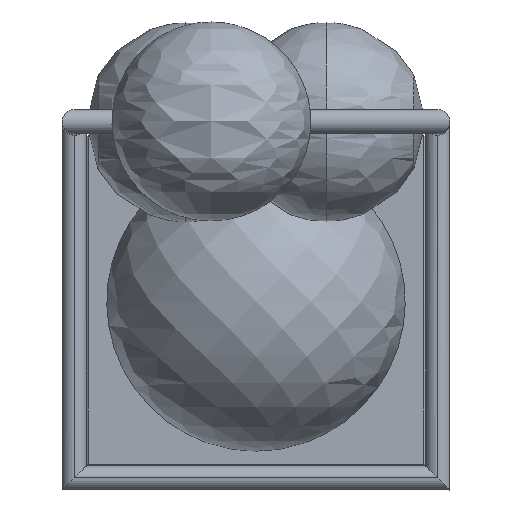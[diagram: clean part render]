
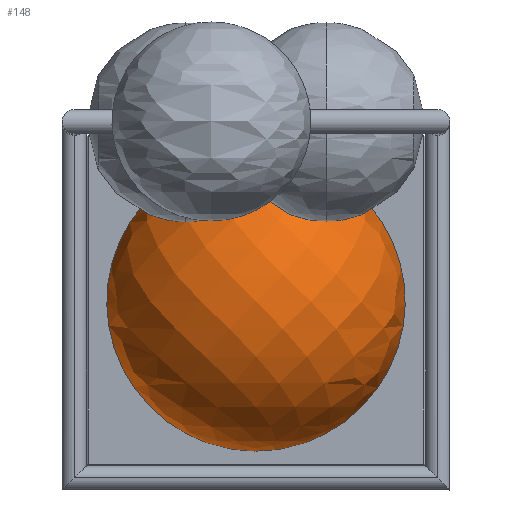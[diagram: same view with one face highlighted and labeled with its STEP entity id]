
A CAD part, top view. The second image highlights one B-rep face of the part: STEP entity #148.
In plain terms, the highlighted free-form (B-spline) face has degree [2, 2] with [5, 5] control points.
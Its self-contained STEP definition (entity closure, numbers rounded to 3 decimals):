
#82=(
BOUNDED_CURVE()
B_SPLINE_CURVE(2,(#1820,#1821,#1822,#1823,#1824),.UNSPECIFIED.,.F.,.F.)
B_SPLINE_CURVE_WITH_KNOTS((3,2,3),(-117.81,0.,117.81),
 .UNSPECIFIED.)
CURVE()
GEOMETRIC_REPRESENTATION_ITEM()
RATIONAL_B_SPLINE_CURVE((1.,0.707,1.,0.707,1.))
REPRESENTATION_ITEM('')
);
#83=(
BOUNDED_CURVE()
B_SPLINE_CURVE(2,(#1825,#1826,#1827,#1828,#1829),.UNSPECIFIED.,.F.,.F.)
B_SPLINE_CURVE_WITH_KNOTS((3,2,3),(-117.81,0.,117.81),
 .UNSPECIFIED.)
CURVE()
GEOMETRIC_REPRESENTATION_ITEM()
RATIONAL_B_SPLINE_CURVE((1.,0.707,1.,0.707,1.))
REPRESENTATION_ITEM('')
);
#148=ADVANCED_FACE('',(#200),#719,.T.);
#200=FACE_OUTER_BOUND('',#253,.T.);
#253=EDGE_LOOP('',(#447,#448));
#447=ORIENTED_EDGE('',*,*,#558,.T.);
#448=ORIENTED_EDGE('',*,*,#559,.F.);
#558=EDGE_CURVE('',#705,#706,#82,.T.);
#559=EDGE_CURVE('',#705,#706,#83,.T.);
#705=VERTEX_POINT('',#1765);
#706=VERTEX_POINT('',#1766);
#719=(
BOUNDED_SURFACE()
B_SPLINE_SURFACE(2,2,((#1714,#1715,#1716,#1717,#1718),(#1719,#1720,#1721,
#1722,#1723),(#1724,#1725,#1726,#1727,#1728),(#1729,#1730,#1731,#1732,#1733),
(#1734,#1735,#1736,#1737,#1738)),.UNSPECIFIED.,.F.,.F.,.F.)
B_SPLINE_SURFACE_WITH_KNOTS((3,2,3),(3,2,3),(-117.81,0.,117.81),
(0.,117.81,235.619),.UNSPECIFIED.)
GEOMETRIC_REPRESENTATION_ITEM()
RATIONAL_B_SPLINE_SURFACE(((1.,0.707,1.,0.707,1.),
(0.707,0.5,0.707,0.5,0.707),(1.,0.707,
1.,0.707,1.),(0.707,0.5,0.707,0.5,0.707),
(1.,0.707,1.,0.707,1.)))
REPRESENTATION_ITEM('')
SURFACE()
);
#1714=CARTESIAN_POINT('',(-4528.414,-575.025,100.696));
#1715=CARTESIAN_POINT('',(-4528.414,-575.025,100.696));
#1716=CARTESIAN_POINT('',(-4528.414,-575.025,100.696));
#1717=CARTESIAN_POINT('',(-4528.414,-575.025,100.696));
#1718=CARTESIAN_POINT('',(-4528.414,-575.025,100.696));
#1719=CARTESIAN_POINT('',(-4453.414,-575.025,100.696));
#1720=CARTESIAN_POINT('',(-4453.414,-575.025,175.696));
#1721=CARTESIAN_POINT('',(-4528.414,-575.025,175.696));
#1722=CARTESIAN_POINT('',(-4603.414,-575.025,175.696));
#1723=CARTESIAN_POINT('',(-4603.414,-575.025,100.696));
#1724=CARTESIAN_POINT('',(-4453.414,-500.025,100.696));
#1725=CARTESIAN_POINT('',(-4453.414,-500.025,175.696));
#1726=CARTESIAN_POINT('',(-4528.414,-500.025,175.696));
#1727=CARTESIAN_POINT('',(-4603.414,-500.025,175.696));
#1728=CARTESIAN_POINT('',(-4603.414,-500.025,100.696));
#1729=CARTESIAN_POINT('',(-4453.414,-425.025,100.696));
#1730=CARTESIAN_POINT('',(-4453.414,-425.025,175.696));
#1731=CARTESIAN_POINT('',(-4528.414,-425.025,175.696));
#1732=CARTESIAN_POINT('',(-4603.414,-425.025,175.696));
#1733=CARTESIAN_POINT('',(-4603.414,-425.025,100.696));
#1734=CARTESIAN_POINT('',(-4528.414,-425.025,100.696));
#1735=CARTESIAN_POINT('',(-4528.414,-425.025,100.696));
#1736=CARTESIAN_POINT('',(-4528.414,-425.025,100.696));
#1737=CARTESIAN_POINT('',(-4528.414,-425.025,100.696));
#1738=CARTESIAN_POINT('',(-4528.414,-425.025,100.696));
#1765=CARTESIAN_POINT('',(-4528.414,-575.025,100.696));
#1766=CARTESIAN_POINT('',(-4528.414,-425.025,100.696));
#1820=CARTESIAN_POINT('',(-4528.414,-575.025,100.696));
#1821=CARTESIAN_POINT('',(-4453.414,-575.025,100.696));
#1822=CARTESIAN_POINT('',(-4453.414,-500.025,100.696));
#1823=CARTESIAN_POINT('',(-4453.414,-425.025,100.696));
#1824=CARTESIAN_POINT('',(-4528.414,-425.025,100.696));
#1825=CARTESIAN_POINT('',(-4528.414,-575.025,100.696));
#1826=CARTESIAN_POINT('',(-4603.414,-575.025,100.696));
#1827=CARTESIAN_POINT('',(-4603.414,-500.025,100.696));
#1828=CARTESIAN_POINT('',(-4603.414,-425.025,100.696));
#1829=CARTESIAN_POINT('',(-4528.414,-425.025,100.696));
